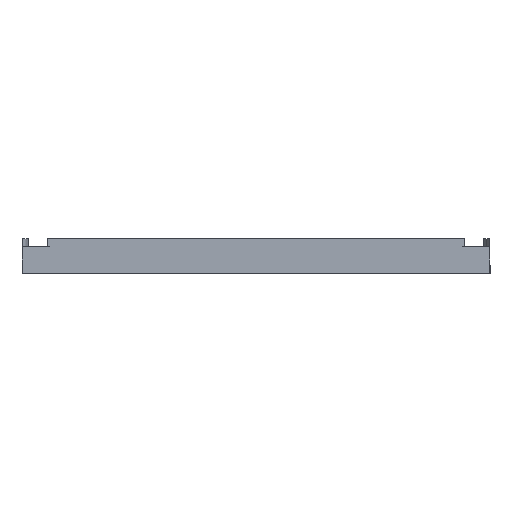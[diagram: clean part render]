
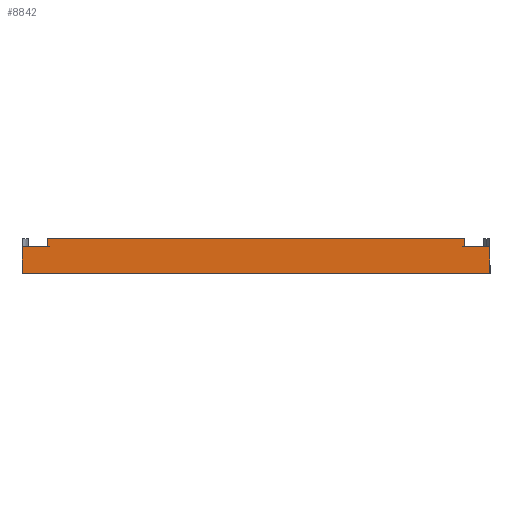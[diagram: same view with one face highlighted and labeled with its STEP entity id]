
A CAD part, left-side view. The second image highlights one B-rep face of the part: STEP entity #8842.
In plain terms, the highlighted planar face has unit normal (-1, 0, 0).
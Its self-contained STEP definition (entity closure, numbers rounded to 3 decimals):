
#2 = DIRECTION ( 'NONE',  ( 0., -1., 0. ) ) ;
#417 = LINE ( 'NONE', #3815, #9964 ) ;
#667 = VERTEX_POINT ( 'NONE', #3530 ) ;
#784 = EDGE_CURVE ( 'NONE', #1794, #5778, #417, .T. ) ;
#1090 = VERTEX_POINT ( 'NONE', #8492 ) ;
#1131 = DIRECTION ( 'NONE',  ( 0., 0., 1. ) ) ;
#1240 = EDGE_CURVE ( 'NONE', #1794, #10092, #6665, .T. ) ;
#1305 = EDGE_CURVE ( 'NONE', #667, #5778, #6778, .T. ) ;
#1544 = DIRECTION ( 'NONE',  ( 0., 1., 0. ) ) ;
#1794 = VERTEX_POINT ( 'NONE', #2638 ) ;
#1906 = ORIENTED_EDGE ( 'NONE', *, *, #2696, .F. ) ;
#1981 = VECTOR ( 'NONE', #4157, 1000. ) ;
#2170 = EDGE_CURVE ( 'NONE', #7794, #8738, #9468, .T. ) ;
#2297 = CARTESIAN_POINT ( 'NONE',  ( -87.5, 87.5, 20. ) ) ;
#2307 = ORIENTED_EDGE ( 'NONE', *, *, #784, .T. ) ;
#2638 = CARTESIAN_POINT ( 'NONE',  ( -87.5, 87.5, 20. ) ) ;
#2696 = EDGE_CURVE ( 'NONE', #8738, #1090, #2722, .T. ) ;
#2722 = LINE ( 'NONE', #2944, #9794 ) ;
#2869 = DIRECTION ( 'NONE',  ( 0., 0., -1. ) ) ;
#2944 = CARTESIAN_POINT ( 'NONE',  ( -87.5, -78.095, 109. ) ) ;
#3017 = CARTESIAN_POINT ( 'NONE',  ( -87.5, 87.5, 20. ) ) ;
#3209 = EDGE_CURVE ( 'NONE', #1090, #7512, #3971, .T. ) ;
#3530 = CARTESIAN_POINT ( 'NONE',  ( -87.5, -87.5, 10. ) ) ;
#3541 = LINE ( 'NONE', #9445, #1981 ) ;
#3815 = CARTESIAN_POINT ( 'NONE',  ( -87.5, 87.5, 20. ) ) ;
#3850 = FACE_OUTER_BOUND ( 'NONE', #6583, .T. ) ;
#3971 = LINE ( 'NONE', #2297, #5834 ) ;
#4019 = DIRECTION ( 'NONE',  ( 0., -1., 0. ) ) ;
#4157 = DIRECTION ( 'NONE',  ( 0., 0., -1. ) ) ;
#4293 = CARTESIAN_POINT ( 'NONE',  ( -87.5, 78.095, 20. ) ) ;
#4468 = CARTESIAN_POINT ( 'NONE',  ( -87.5, -78.095, 23. ) ) ;
#4563 = CARTESIAN_POINT ( 'NONE',  ( -87.5, -87.5, 20. ) ) ;
#5219 = CARTESIAN_POINT ( 'NONE',  ( -87.5, 78.095, 23. ) ) ;
#5778 = VERTEX_POINT ( 'NONE', #10308 ) ;
#5834 = VECTOR ( 'NONE', #4019, 1000. ) ;
#6116 = DIRECTION ( 'NONE',  ( 0., 0., -1. ) ) ;
#6235 = ORIENTED_EDGE ( 'NONE', *, *, #9828, .F. ) ;
#6392 = ORIENTED_EDGE ( 'NONE', *, *, #1240, .F. ) ;
#6409 = DIRECTION ( 'NONE',  ( 1., 0., 0. ) ) ;
#6583 = EDGE_LOOP ( 'NONE', ( #1906, #10731, #6235, #6392, #2307, #10756, #8451, #10724 ) ) ;
#6665 = LINE ( 'NONE', #9216, #9619 ) ;
#6778 = LINE ( 'NONE', #9275, #10514 ) ;
#7152 = CARTESIAN_POINT ( 'NONE',  ( -87.5, 78.095, 109. ) ) ;
#7252 = PLANE ( 'NONE',  #7750 ) ;
#7512 = VERTEX_POINT ( 'NONE', #4563 ) ;
#7724 = EDGE_CURVE ( 'NONE', #7512, #667, #3541, .T. ) ;
#7750 = AXIS2_PLACEMENT_3D ( 'NONE', #3017, #6409, #1544 ) ;
#7794 = VERTEX_POINT ( 'NONE', #5219 ) ;
#7921 = LINE ( 'NONE', #7152, #10974 ) ;
#8437 = DIRECTION ( 'NONE',  ( 0., -1., 0. ) ) ;
#8451 = ORIENTED_EDGE ( 'NONE', *, *, #7724, .F. ) ;
#8492 = CARTESIAN_POINT ( 'NONE',  ( -87.5, -78.095, 20. ) ) ;
#8631 = CARTESIAN_POINT ( 'NONE',  ( -87.5, 87.5, 23. ) ) ;
#8738 = VERTEX_POINT ( 'NONE', #4468 ) ;
#8842 = ADVANCED_FACE ( 'NONE', ( #3850 ), #7252, .F. ) ;
#9216 = CARTESIAN_POINT ( 'NONE',  ( -87.5, 87.5, 20. ) ) ;
#9275 = CARTESIAN_POINT ( 'NONE',  ( -87.5, -87.5, 10. ) ) ;
#9445 = CARTESIAN_POINT ( 'NONE',  ( -87.5, -87.5, 20. ) ) ;
#9468 = LINE ( 'NONE', #8631, #9783 ) ;
#9619 = VECTOR ( 'NONE', #8437, 1000. ) ;
#9783 = VECTOR ( 'NONE', #2, 1000. ) ;
#9794 = VECTOR ( 'NONE', #6116, 1000. ) ;
#9828 = EDGE_CURVE ( 'NONE', #10092, #7794, #7921, .T. ) ;
#9964 = VECTOR ( 'NONE', #2869, 1000. ) ;
#10092 = VERTEX_POINT ( 'NONE', #4293 ) ;
#10173 = DIRECTION ( 'NONE',  ( 0., 1., 0. ) ) ;
#10308 = CARTESIAN_POINT ( 'NONE',  ( -87.5, 87.5, 10. ) ) ;
#10514 = VECTOR ( 'NONE', #10173, 1000. ) ;
#10724 = ORIENTED_EDGE ( 'NONE', *, *, #3209, .F. ) ;
#10731 = ORIENTED_EDGE ( 'NONE', *, *, #2170, .F. ) ;
#10756 = ORIENTED_EDGE ( 'NONE', *, *, #1305, .F. ) ;
#10974 = VECTOR ( 'NONE', #1131, 1000. ) ;
